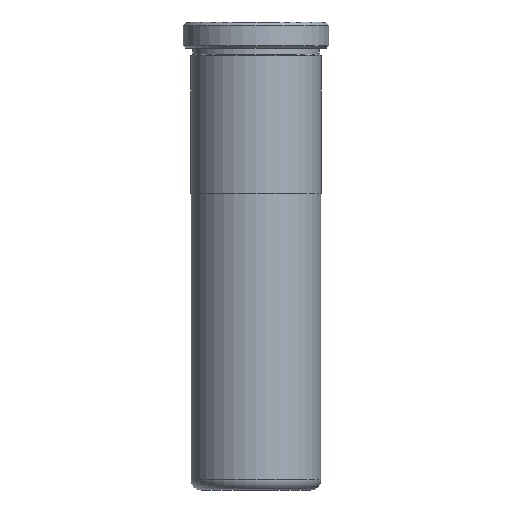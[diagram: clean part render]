
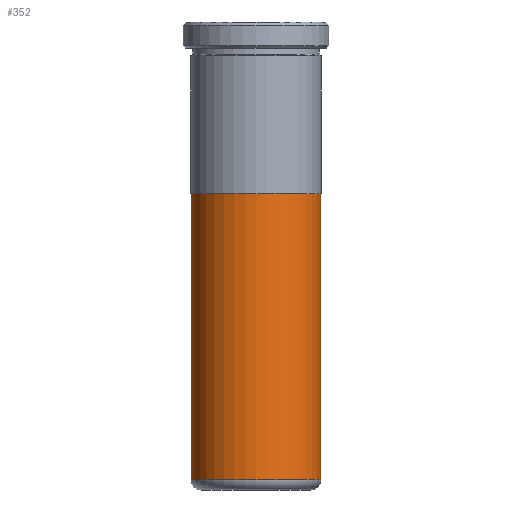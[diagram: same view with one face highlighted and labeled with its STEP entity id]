
A CAD part, front view. The second image highlights one B-rep face of the part: STEP entity #352.
In plain terms, the highlighted cylindrical face has radius 12.495 mm (diameter 24.99 mm), a partial arc.
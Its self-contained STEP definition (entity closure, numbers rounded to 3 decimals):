
#151 = AXIS2_PLACEMENT_3D ( 'NONE', #424, #500, #334 ) ;
#156 = VERTEX_POINT ( 'NONE', #370 ) ;
#191 = EDGE_LOOP ( 'NONE', ( #423, #333, #1361, #726 ) ) ;
#192 = DIRECTION ( 'NONE',  ( 0., 0., -1. ) ) ;
#325 = CARTESIAN_POINT ( 'NONE',  ( 12.495, 0., 2. ) ) ;
#333 = ORIENTED_EDGE ( 'NONE', *, *, #418, .F. ) ;
#334 = DIRECTION ( 'NONE',  ( -1., 0., 0. ) ) ;
#352 = ADVANCED_FACE ( 'NONE', ( #1416 ), #808, .T. ) ;
#370 = CARTESIAN_POINT ( 'NONE',  ( -12.495, 0., 2. ) ) ;
#412 = VECTOR ( 'NONE', #192, 1000. ) ;
#418 = EDGE_CURVE ( 'NONE', #1019, #630, #1200, .T. ) ;
#423 = ORIENTED_EDGE ( 'NONE', *, *, #506, .F. ) ;
#424 = CARTESIAN_POINT ( 'NONE',  ( 0., 0., 85. ) ) ;
#457 = CIRCLE ( 'NONE', #1400, 12.495 ) ;
#494 = DIRECTION ( 'NONE',  ( 0., 0., 1. ) ) ;
#500 = DIRECTION ( 'NONE',  ( 0., 0., -1. ) ) ;
#501 = EDGE_CURVE ( 'NONE', #156, #1219, #457, .T. ) ;
#506 = EDGE_CURVE ( 'NONE', #630, #1219, #769, .T. ) ;
#519 = EDGE_CURVE ( 'NONE', #1019, #156, #1050, .T. ) ;
#626 = DIRECTION ( 'NONE',  ( 1., 0., 0. ) ) ;
#630 = VERTEX_POINT ( 'NONE', #798 ) ;
#721 = VECTOR ( 'NONE', #1261, 1000. ) ;
#726 = ORIENTED_EDGE ( 'NONE', *, *, #501, .T. ) ;
#745 = DIRECTION ( 'NONE',  ( 0., 0., 1. ) ) ;
#754 = AXIS2_PLACEMENT_3D ( 'NONE', #837, #494, #1188 ) ;
#769 = LINE ( 'NONE', #1211, #412 ) ;
#798 = CARTESIAN_POINT ( 'NONE',  ( 12.495, 0., 57. ) ) ;
#808 = CYLINDRICAL_SURFACE ( 'NONE', #151, 12.495 ) ;
#837 = CARTESIAN_POINT ( 'NONE',  ( 0., 0., 57. ) ) ;
#1019 = VERTEX_POINT ( 'NONE', #1290 ) ;
#1050 = LINE ( 'NONE', #1460, #721 ) ;
#1082 = CARTESIAN_POINT ( 'NONE',  ( 0., 0., 2. ) ) ;
#1188 = DIRECTION ( 'NONE',  ( 1., 0., 0. ) ) ;
#1200 = CIRCLE ( 'NONE', #754, 12.495 ) ;
#1211 = CARTESIAN_POINT ( 'NONE',  ( 12.495, 0., 85. ) ) ;
#1219 = VERTEX_POINT ( 'NONE', #325 ) ;
#1261 = DIRECTION ( 'NONE',  ( 0., 0., -1. ) ) ;
#1290 = CARTESIAN_POINT ( 'NONE',  ( -12.495, 0., 57. ) ) ;
#1361 = ORIENTED_EDGE ( 'NONE', *, *, #519, .T. ) ;
#1400 = AXIS2_PLACEMENT_3D ( 'NONE', #1082, #745, #626 ) ;
#1416 = FACE_OUTER_BOUND ( 'NONE', #191, .T. ) ;
#1460 = CARTESIAN_POINT ( 'NONE',  ( -12.495, 0., 85. ) ) ;
